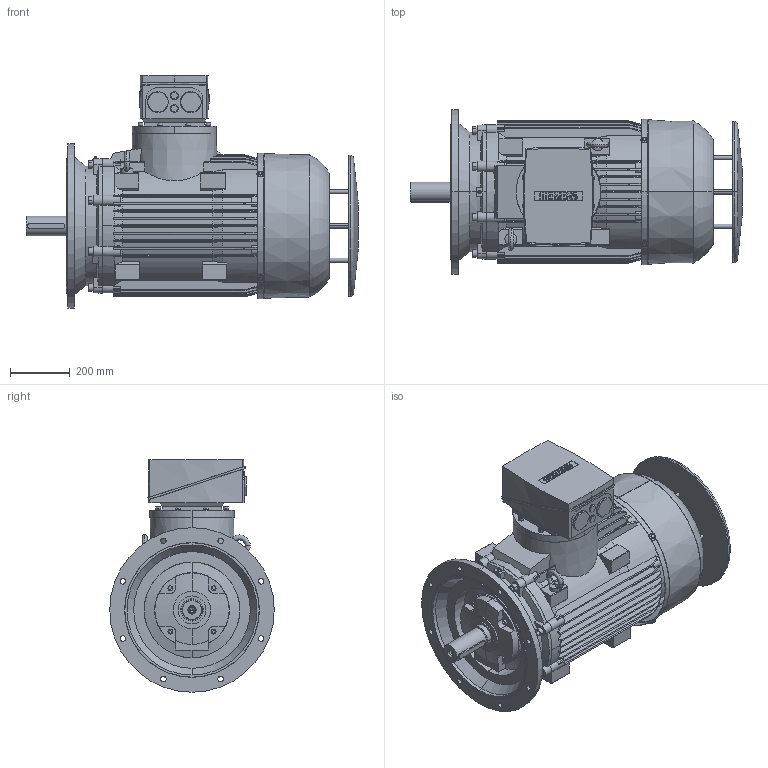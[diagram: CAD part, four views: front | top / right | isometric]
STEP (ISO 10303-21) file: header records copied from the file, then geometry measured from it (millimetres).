
FILE_DESCRIPTION(('STEP AP214'),'1');
FILE_NAME('cctmp_D45B9286-DB67-493F-81A3-54D3B7DAA33E_2023_06_27_10_56_13_0420..stp','2023-06-27T08:56:15',('SIEMENS A&D'),('CADClick - www.CADClick.com'),'Spatial InterOp 3D',' ','unknown authorization');
FILE_SCHEMA(('AUTOMOTIVE_DESIGN'));
Length unit declared in the file: millimetre
Products named in the file (40): cc_unnamed; 2023_06_27_10_56_13_0368; 2023_06_27_10_56_13_0352; 2023_06_27_10_56_13_0320; 2023_06_27_10_56_13_0289; 2023_06_27_10_56_13_0258; 2023_06_27_10_56_13_0227; 2023_06_27_10_56_13_0195; 2023_06_27_10_56_13_0164; 2023_06_27_10_56_13_0133; 2023_06_27_10_56_13_0102; 2023_06_27_10_56_13_0070; 2023_06_27_10_56_13_0039; 2023_06_27_10_56_13_0008; 2023_06_27_10_56_12_0977; 2023_06_27_10_56_12_0945; 2023_06_27_10_56_12_0914; 2023_06_27_10_56_12_0883; 2023_06_27_10_56_12_0852; 2023_06_27_10_56_12_0820; 2023_06_27_10_56_12_0800; 2023_06_27_10_56_12_0783; 2023_06_27_10_56_12_0752; 2023_06_27_10_56_12_0721; 2023_06_27_10_56_12_0689; 2023_06_27_10_56_12_0658; 2023_06_27_10_56_12_0627; 2023_06_27_10_56_12_0596; 2023_06_27_10_56_12_0564; 2023_06_27_10_56_12_0533; 2023_06_27_10_56_12_0502; 2023_06_27_10_56_12_0471; 2023_06_27_10_56_12_0439; 2023_06_27_10_56_12_0408; 2023_06_27_10_56_12_0377; 2023_06_27_10_56_12_0346; 2023_06_27_10_56_12_0314; 2023_06_27_10_56_12_0283; 2023_06_27_10_56_12_0252; 2023_06_27_10_56_12_0221
Assembly tree (39 placements, depth 2):
  cc_unnamed
    2023_06_27_10_56_13_0368
    2023_06_27_10_56_13_0352
    2023_06_27_10_56_13_0320
    2023_06_27_10_56_13_0289
    2023_06_27_10_56_13_0258
    2023_06_27_10_56_13_0227
    2023_06_27_10_56_13_0195
    2023_06_27_10_56_13_0164
    2023_06_27_10_56_13_0133
    2023_06_27_10_56_13_0102
    2023_06_27_10_56_13_0070
    2023_06_27_10_56_13_0039
    2023_06_27_10_56_13_0008
    2023_06_27_10_56_12_0977
    2023_06_27_10_56_12_0945
    2023_06_27_10_56_12_0914
    2023_06_27_10_56_12_0883
    2023_06_27_10_56_12_0852
    2023_06_27_10_56_12_0820
    2023_06_27_10_56_12_0800
    2023_06_27_10_56_12_0783
    2023_06_27_10_56_12_0752
    2023_06_27_10_56_12_0721
    2023_06_27_10_56_12_0689
    2023_06_27_10_56_12_0658
    2023_06_27_10_56_12_0627
    2023_06_27_10_56_12_0596
    2023_06_27_10_56_12_0564
    2023_06_27_10_56_12_0533
    2023_06_27_10_56_12_0502
    2023_06_27_10_56_12_0471
    2023_06_27_10_56_12_0439
    2023_06_27_10_56_12_0408
    2023_06_27_10_56_12_0377
    2023_06_27_10_56_12_0346
    2023_06_27_10_56_12_0314
    2023_06_27_10_56_12_0283
    2023_06_27_10_56_12_0252
    2023_06_27_10_56_12_0221
Bounding box: 1110 x 550 x 777 mm (x, y, z)
Volume: 122410128.7 mm3; surface area: 4815642.9 mm2
Topology: 39 solids, 39 shells, 2375 faces, 6621 edges, 4366 vertices
Faces by surface type: cylinder 1323, plane 736, cone 250, torus 66
Entity records: 103181 total; most frequent: CARTESIAN_POINT 19511, DIRECTION 14003, ORIENTED_EDGE 13238, EDGE_CURVE 6619, AXIS2_PLACEMENT_3D 5549, VERTEX_POINT 4366, CIRCLE 3085, EDGE_LOOP 2927
